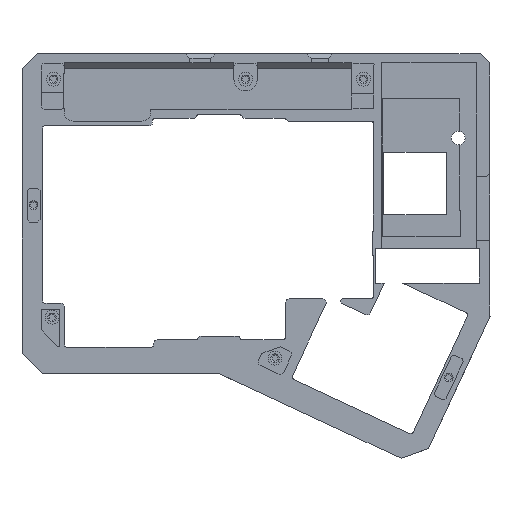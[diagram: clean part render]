
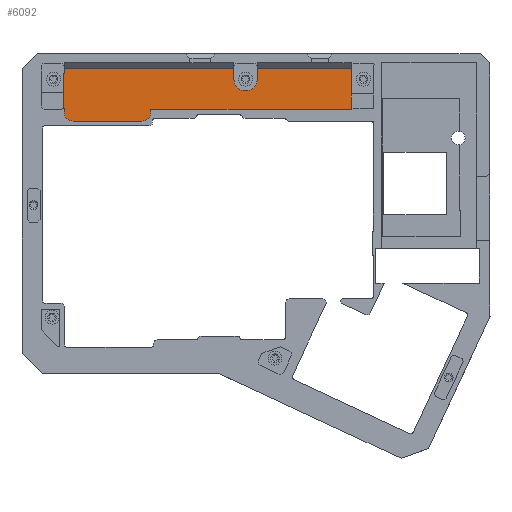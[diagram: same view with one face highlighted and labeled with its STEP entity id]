
A CAD part, front view. The second image highlights one B-rep face of the part: STEP entity #6092.
In plain terms, the highlighted planar face has unit normal (0, -1, 0).
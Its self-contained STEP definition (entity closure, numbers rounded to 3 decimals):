
#288=CIRCLE('',#6534,4.);
#289=CIRCLE('',#6535,4.);
#290=CIRCLE('',#6536,5.);
#480=FACE_OUTER_BOUND('',#840,.T.);
#840=EDGE_LOOP('',(#4433,#4434,#4435,#4436,#4437,#4438,#4439,#4440,#4441,
#4442,#4443,#4444,#4445,#4446,#4447,#4448));
#1417=LINE('',#9489,#2068);
#1418=LINE('',#9491,#2069);
#1419=LINE('',#9493,#2070);
#1420=LINE('',#9495,#2071);
#1421=LINE('',#9499,#2072);
#1422=LINE('',#9503,#2073);
#1423=LINE('',#9505,#2074);
#1424=LINE('',#9507,#2075);
#1425=LINE('',#9509,#2076);
#1426=LINE('',#9511,#2077);
#1427=LINE('',#9515,#2078);
#1428=LINE('',#9517,#2079);
#1429=LINE('',#9518,#2080);
#2068=VECTOR('',#7383,10.);
#2069=VECTOR('',#7384,10.);
#2070=VECTOR('',#7385,10.);
#2071=VECTOR('',#7386,1.);
#2072=VECTOR('',#7389,1.);
#2073=VECTOR('',#7392,1.);
#2074=VECTOR('',#7393,1.);
#2075=VECTOR('',#7394,1.);
#2076=VECTOR('',#7395,1.);
#2077=VECTOR('',#7396,1.);
#2078=VECTOR('',#7399,1.);
#2079=VECTOR('',#7400,1.);
#2080=VECTOR('',#7401,1.);
#2788=VERTEX_POINT('',#9487);
#2789=VERTEX_POINT('',#9488);
#2790=VERTEX_POINT('',#9490);
#2791=VERTEX_POINT('',#9492);
#2792=VERTEX_POINT('',#9494);
#2793=VERTEX_POINT('',#9496);
#2794=VERTEX_POINT('',#9498);
#2795=VERTEX_POINT('',#9500);
#2796=VERTEX_POINT('',#9502);
#2797=VERTEX_POINT('',#9504);
#2798=VERTEX_POINT('',#9506);
#2799=VERTEX_POINT('',#9508);
#2800=VERTEX_POINT('',#9510);
#2801=VERTEX_POINT('',#9512);
#2802=VERTEX_POINT('',#9514);
#2803=VERTEX_POINT('',#9516);
#3422=EDGE_CURVE('',#2788,#2789,#1417,.T.);
#3423=EDGE_CURVE('',#2789,#2790,#1418,.T.);
#3424=EDGE_CURVE('',#2790,#2791,#1419,.T.);
#3425=EDGE_CURVE('',#2791,#2792,#1420,.T.);
#3426=EDGE_CURVE('',#2792,#2793,#288,.T.);
#3427=EDGE_CURVE('',#2793,#2794,#1421,.T.);
#3428=EDGE_CURVE('',#2794,#2795,#289,.T.);
#3429=EDGE_CURVE('',#2795,#2796,#1422,.T.);
#3430=EDGE_CURVE('',#2796,#2797,#1423,.T.);
#3431=EDGE_CURVE('',#2797,#2798,#1424,.T.);
#3432=EDGE_CURVE('',#2798,#2799,#1425,.T.);
#3433=EDGE_CURVE('',#2799,#2800,#1426,.T.);
#3434=EDGE_CURVE('',#2800,#2801,#290,.T.);
#3435=EDGE_CURVE('',#2801,#2802,#1427,.T.);
#3436=EDGE_CURVE('',#2802,#2803,#1428,.T.);
#3437=EDGE_CURVE('',#2803,#2788,#1429,.T.);
#4433=ORIENTED_EDGE('',*,*,#3422,.T.);
#4434=ORIENTED_EDGE('',*,*,#3423,.T.);
#4435=ORIENTED_EDGE('',*,*,#3424,.T.);
#4436=ORIENTED_EDGE('',*,*,#3425,.T.);
#4437=ORIENTED_EDGE('',*,*,#3426,.T.);
#4438=ORIENTED_EDGE('',*,*,#3427,.T.);
#4439=ORIENTED_EDGE('',*,*,#3428,.T.);
#4440=ORIENTED_EDGE('',*,*,#3429,.T.);
#4441=ORIENTED_EDGE('',*,*,#3430,.T.);
#4442=ORIENTED_EDGE('',*,*,#3431,.T.);
#4443=ORIENTED_EDGE('',*,*,#3432,.T.);
#4444=ORIENTED_EDGE('',*,*,#3433,.T.);
#4445=ORIENTED_EDGE('',*,*,#3434,.T.);
#4446=ORIENTED_EDGE('',*,*,#3435,.T.);
#4447=ORIENTED_EDGE('',*,*,#3436,.T.);
#4448=ORIENTED_EDGE('',*,*,#3437,.T.);
#5871=PLANE('',#6533);
#6092=ADVANCED_FACE('',(#480),#5871,.T.);
#6533=AXIS2_PLACEMENT_3D('',#9486,#7381,#7382);
#6534=AXIS2_PLACEMENT_3D('',#9497,#7387,#7388);
#6535=AXIS2_PLACEMENT_3D('',#9501,#7390,#7391);
#6536=AXIS2_PLACEMENT_3D('',#9513,#7397,#7398);
#7381=DIRECTION('center_axis',(0.,-1.,0.));
#7382=DIRECTION('ref_axis',(0.,0.,-1.));
#7383=DIRECTION('',(-1.,0.,0.));
#7384=DIRECTION('',(0.,0.,-1.));
#7385=DIRECTION('',(1.,0.,0.));
#7386=DIRECTION('',(0.,0.,-1.));
#7387=DIRECTION('center_axis',(0.,-1.,0.));
#7388=DIRECTION('ref_axis',(-1.,0.,0.));
#7389=DIRECTION('',(1.,0.,0.));
#7390=DIRECTION('center_axis',(0.,-1.,0.));
#7391=DIRECTION('ref_axis',(0.,0.,-1.));
#7392=DIRECTION('',(0.,0.,1.));
#7393=DIRECTION('',(1.,0.,0.));
#7394=DIRECTION('',(0.,0.,1.));
#7395=DIRECTION('',(-1.,0.,0.));
#7396=DIRECTION('',(0.,0.,-1.));
#7397=DIRECTION('center_axis',(0.,1.,0.));
#7398=DIRECTION('ref_axis',(1.,0.,0.));
#7399=DIRECTION('',(0.,0.,1.));
#7400=DIRECTION('',(-1.,0.,0.));
#7401=DIRECTION('',(0.,0.,-1.));
#9486=CARTESIAN_POINT('Origin',(961.332,4.5,817.813));
#9487=CARTESIAN_POINT('',(926.765,4.5,827.5));
#9488=CARTESIAN_POINT('',(926.5,4.5,827.5));
#9489=CARTESIAN_POINT('',(985.128,4.5,827.5));
#9490=CARTESIAN_POINT('',(926.5,4.5,812.5));
#9491=CARTESIAN_POINT('',(926.5,4.5,790.496));
#9492=CARTESIAN_POINT('',(926.765,4.5,812.5));
#9493=CARTESIAN_POINT('',(962.628,4.5,812.5));
#9494=CARTESIAN_POINT('',(926.765,4.5,810.828));
#9495=CARTESIAN_POINT('',(926.765,4.5,820.187));
#9496=CARTESIAN_POINT('',(930.765,4.5,806.828));
#9497=CARTESIAN_POINT('Origin',(930.765,4.5,810.828));
#9498=CARTESIAN_POINT('',(960.205,4.5,806.828));
#9499=CARTESIAN_POINT('',(953.409,4.5,806.828));
#9500=CARTESIAN_POINT('',(964.205,4.5,810.828));
#9501=CARTESIAN_POINT('Origin',(960.205,4.5,810.828));
#9502=CARTESIAN_POINT('',(964.205,4.5,812.));
#9503=CARTESIAN_POINT('',(964.205,4.5,814.613));
#9504=CARTESIAN_POINT('',(1050.896,4.5,812.));
#9505=CARTESIAN_POINT('',(984.441,4.5,812.));
#9506=CARTESIAN_POINT('',(1050.896,4.5,829.6));
#9507=CARTESIAN_POINT('',(1050.896,4.5,820.351));
#9508=CARTESIAN_POINT('',(1010.165,4.5,829.6));
#9509=CARTESIAN_POINT('',(995.931,4.5,829.6));
#9510=CARTESIAN_POINT('',(1010.165,4.5,824.931));
#9511=CARTESIAN_POINT('',(1010.165,4.5,823.497));
#9512=CARTESIAN_POINT('',(1000.166,4.5,824.931));
#9513=CARTESIAN_POINT('Origin',(1005.165,4.5,824.931));
#9514=CARTESIAN_POINT('',(1000.166,4.5,829.6));
#9515=CARTESIAN_POINT('',(1000.166,4.5,823.51));
#9516=CARTESIAN_POINT('',(926.765,4.5,829.6));
#9517=CARTESIAN_POINT('',(962.399,4.5,829.6));
#9518=CARTESIAN_POINT('',(926.765,4.5,820.187));
